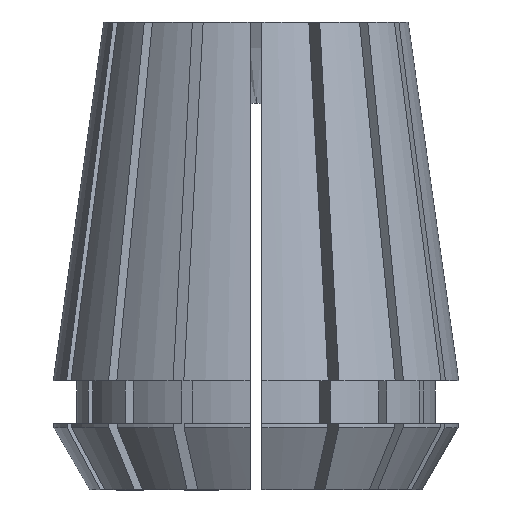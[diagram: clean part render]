
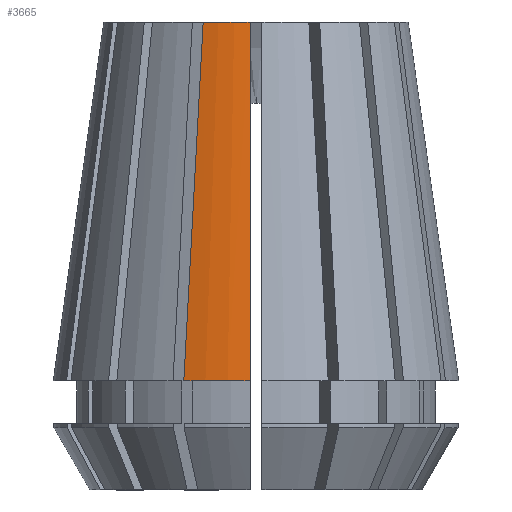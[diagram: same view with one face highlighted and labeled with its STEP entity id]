
A CAD part, left-side view. The second image highlights one B-rep face of the part: STEP entity #3665.
In plain terms, the highlighted conical face has half-angle 8 degrees and reference radius 25.998 mm.
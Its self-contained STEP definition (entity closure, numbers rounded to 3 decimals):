
#143 = EDGE_LOOP ( 'NONE', ( #713, #1249, #3851, #3319 ) ) ;
#148 = DIRECTION ( 'NONE',  ( -1., 0., 0. ) ) ;
#170 = DIRECTION ( 'NONE',  ( 0., 0., 1. ) ) ;
#325 = CIRCLE ( 'NONE', #3546, 25.998 ) ;
#333 = B_SPLINE_CURVE_WITH_KNOTS ( 'NONE', 3,
 ( #3241, #2816, #4650, #2420 ),
 .UNSPECIFIED., .F., .F.,
 ( 4, 4 ),
 ( 0.037, 0.084 ),
 .UNSPECIFIED. ) ;
#405 = CARTESIAN_POINT ( 'NONE',  ( -19.519, 0.75, 0. ) ) ;
#423 = AXIS2_PLACEMENT_3D ( 'NONE', #3216, #170, #4099 ) ;
#713 = ORIENTED_EDGE ( 'NONE', *, *, #4201, .F. ) ;
#1019 = VERTEX_POINT ( 'NONE', #1256 ) ;
#1249 = ORIENTED_EDGE ( 'NONE', *, *, #2627, .T. ) ;
#1252 = AXIS2_PLACEMENT_3D ( 'NONE', #5399, #2712, #148 ) ;
#1256 = CARTESIAN_POINT ( 'NONE',  ( -24.296, 9.252, -46. ) ) ;
#1422 = CIRCLE ( 'NONE', #423, 19.533 ) ;
#1446 = CARTESIAN_POINT ( 'NONE',  ( 0., 0., -46. ) ) ;
#1661 = CARTESIAN_POINT ( 'NONE',  ( -22.304, 8.427, -30.667 ) ) ;
#1725 = VERTEX_POINT ( 'NONE', #4094 ) ;
#2135 = CARTESIAN_POINT ( 'NONE',  ( -20.312, 7.602, -15.333 ) ) ;
#2420 = CARTESIAN_POINT ( 'NONE',  ( -19.519, 0.75, 0. ) ) ;
#2627 = EDGE_CURVE ( 'NONE', #1019, #1725, #325, .T. ) ;
#2696 = CARTESIAN_POINT ( 'NONE',  ( -18.32, 6.777, 0. ) ) ;
#2712 = DIRECTION ( 'NONE',  ( 0., 0., -1. ) ) ;
#2735 = B_SPLINE_CURVE_WITH_KNOTS ( 'NONE', 3,
 ( #3002, #1661, #2135, #2959 ),
 .UNSPECIFIED., .F., .F.,
 ( 4, 4 ),
 ( 0., 0.046 ),
 .UNSPECIFIED. ) ;
#2747 = DIRECTION ( 'NONE',  ( 1., 0., 0. ) ) ;
#2816 = CARTESIAN_POINT ( 'NONE',  ( -23.831, 0.75, -30.667 ) ) ;
#2929 = EDGE_CURVE ( 'NONE', #3845, #5564, #1422, .T. ) ;
#2959 = CARTESIAN_POINT ( 'NONE',  ( -18.32, 6.777, 0. ) ) ;
#3002 = CARTESIAN_POINT ( 'NONE',  ( -24.296, 9.252, -46. ) ) ;
#3216 = CARTESIAN_POINT ( 'NONE',  ( 0., 0., 0. ) ) ;
#3241 = CARTESIAN_POINT ( 'NONE',  ( -25.987, 0.75, -46. ) ) ;
#3319 = ORIENTED_EDGE ( 'NONE', *, *, #2929, .F. ) ;
#3546 = AXIS2_PLACEMENT_3D ( 'NONE', #1446, #4043, #2747 ) ;
#3665 = ADVANCED_FACE ( 'NONE', ( #5411 ), #5611, .T. ) ;
#3845 = VERTEX_POINT ( 'NONE', #2696 ) ;
#3851 = ORIENTED_EDGE ( 'NONE', *, *, #5343, .T. ) ;
#4043 = DIRECTION ( 'NONE',  ( 0., 0., 1. ) ) ;
#4094 = CARTESIAN_POINT ( 'NONE',  ( -25.987, 0.75, -46. ) ) ;
#4099 = DIRECTION ( 'NONE',  ( 1., 0., 0. ) ) ;
#4201 = EDGE_CURVE ( 'NONE', #1019, #3845, #2735, .T. ) ;
#4650 = CARTESIAN_POINT ( 'NONE',  ( -21.675, 0.75, -15.333 ) ) ;
#5343 = EDGE_CURVE ( 'NONE', #1725, #5564, #333, .T. ) ;
#5399 = CARTESIAN_POINT ( 'NONE',  ( 0., 0., -46. ) ) ;
#5411 = FACE_OUTER_BOUND ( 'NONE', #143, .T. ) ;
#5564 = VERTEX_POINT ( 'NONE', #405 ) ;
#5611 = CONICAL_SURFACE ( 'NONE', #1252, 25.998, 0.14 ) ;
